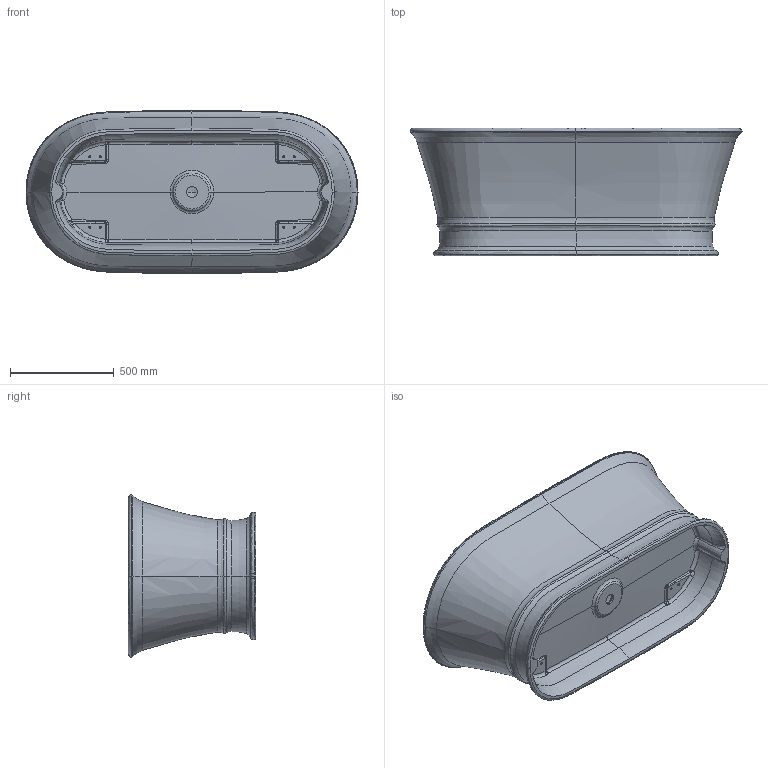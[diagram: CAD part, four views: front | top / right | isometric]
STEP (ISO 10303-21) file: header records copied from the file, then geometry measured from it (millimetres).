
FILE_DESCRIPTION (( 'STEP AP203' ), '1' );
FILE_NAME ('FE428161.step', '2022-03-15T12:59:51', ( '' ), ( '' ), 'SwSTEP 2.0', 'SolidWorks 2021', '' );
FILE_SCHEMA (( 'CONFIG_CONTROL_DESIGN' ));
Products named in the file (1): FE428161
Bounding box: 1598.5 x 614.9 x 784.8 mm (x, y, z)
Volume: 50208586.5 mm3; surface area: 5676046.2 mm2
Topology: 2 solids, 2 shells, 223 faces, 510 edges, 292 vertices
Faces by surface type: bspline 150, cylinder 20, cone 16, plane 15, torus 14, sphere 8
Entity records: 81699 total; most frequent: CARTESIAN_POINT 77698, ORIENTED_EDGE 1004, DIRECTION 542, EDGE_CURVE 502, VERTEX_POINT 292, B_SPLINE_CURVE_WITH_KNOTS 280, AXIS2_PLACEMENT_3D 254, EDGE_LOOP 234
